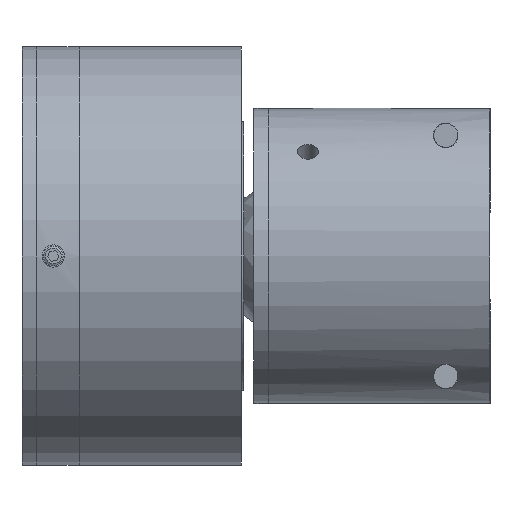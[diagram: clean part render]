
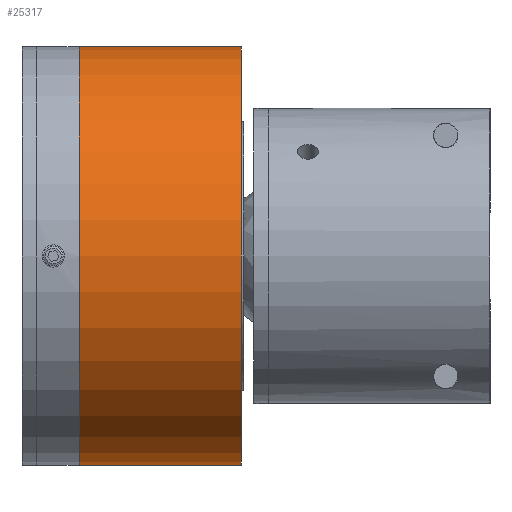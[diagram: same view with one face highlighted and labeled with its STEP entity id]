
A CAD part, front view. The second image highlights one B-rep face of the part: STEP entity #25317.
In plain terms, the highlighted cylindrical face has radius 42.5 mm (diameter 85 mm), a full revolution.
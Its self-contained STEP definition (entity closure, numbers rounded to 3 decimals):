
#76 = FACE_OUTER_BOUND ( 'NONE', #31818, .T. ) ;
#1325 = AXIS2_PLACEMENT_3D ( 'NONE', #32644, #15420, #15242 ) ;
#1951 = EDGE_CURVE ( 'NONE', #14981, #14981, #11734, .T. ) ;
#2047 = DIRECTION ( 'NONE',  ( 0., 0., 1. ) ) ;
#3881 = DIRECTION ( 'NONE',  ( -1., 0., 0. ) ) ;
#4796 = VERTEX_POINT ( 'NONE', #32608 ) ;
#5785 = ORIENTED_EDGE ( 'NONE', *, *, #6378, .T. ) ;
#6024 = AXIS2_PLACEMENT_3D ( 'NONE', #12518, #30236, #2047 ) ;
#6229 = AXIS2_PLACEMENT_3D ( 'NONE', #24768, #25434, #27633 ) ;
#6257 = DIRECTION ( 'NONE',  ( -1., 0., 0. ) ) ;
#6378 = EDGE_CURVE ( 'NONE', #21803, #21803, #25748, .T. ) ;
#6546 = CARTESIAN_POINT ( 'NONE',  ( 8.5, 41.5, 9.165 ) ) ;
#7208 = AXIS2_PLACEMENT_3D ( 'NONE', #26617, #6257, #19064 ) ;
#7299 = CARTESIAN_POINT ( 'NONE',  ( 32.5, 41.5, -9.165 ) ) ;
#7432 = FACE_OUTER_BOUND ( 'NONE', #13211, .T. ) ;
#7848 = EDGE_CURVE ( 'NONE', #25831, #22391, #19553, .T. ) ;
#8210 = ORIENTED_EDGE ( 'NONE', *, *, #28655, .T. ) ;
#8485 = VERTEX_POINT ( 'NONE', #14615 ) ;
#8798 = CARTESIAN_POINT ( 'NONE',  ( 41.5, 0., 42.5 ) ) ;
#9218 = LINE ( 'NONE', #6546, #18421 ) ;
#9847 = EDGE_CURVE ( 'NONE', #22391, #4796, #32885, .T. ) ;
#10104 = FACE_BOUND ( 'NONE', #27428, .T. ) ;
#11440 = ORIENTED_EDGE ( 'NONE', *, *, #1951, .F. ) ;
#11734 = CIRCLE ( 'NONE', #17540, 42.5 ) ;
#11937 = CARTESIAN_POINT ( 'NONE',  ( 8.5, 0., 0. ) ) ;
#12518 = CARTESIAN_POINT ( 'NONE',  ( 41.5, 0., 0. ) ) ;
#13211 = EDGE_LOOP ( 'NONE', ( #11440 ) ) ;
#14052 = ORIENTED_EDGE ( 'NONE', *, *, #7848, .T. ) ;
#14615 = CARTESIAN_POINT ( 'NONE',  ( 12.5, 41.5, 9.165 ) ) ;
#14981 = VERTEX_POINT ( 'NONE', #27859 ) ;
#15242 = DIRECTION ( 'NONE',  ( 0., 0., 1. ) ) ;
#15341 = CARTESIAN_POINT ( 'NONE',  ( 12.5, 41.5, -9.165 ) ) ;
#15420 = DIRECTION ( 'NONE',  ( -1., 0., 0. ) ) ;
#15704 = CIRCLE ( 'NONE', #7208, 42.5 ) ;
#17540 = AXIS2_PLACEMENT_3D ( 'NONE', #11937, #31998, #26643 ) ;
#17618 = ORIENTED_EDGE ( 'NONE', *, *, #31728, .T. ) ;
#18421 = VECTOR ( 'NONE', #3881, 1000. ) ;
#19064 = DIRECTION ( 'NONE',  ( 0., -1., 0. ) ) ;
#19553 = LINE ( 'NONE', #28047, #32605 ) ;
#21803 = VERTEX_POINT ( 'NONE', #8798 ) ;
#22391 = VERTEX_POINT ( 'NONE', #7299 ) ;
#24768 = CARTESIAN_POINT ( 'NONE',  ( 32.5, 0., 0. ) ) ;
#25317 = ADVANCED_FACE ( 'NONE', ( #10104, #7432, #76 ), #32800, .T. ) ;
#25434 = DIRECTION ( 'NONE',  ( 1., 0., 0. ) ) ;
#25748 = CIRCLE ( 'NONE', #6024, 42.5 ) ;
#25831 = VERTEX_POINT ( 'NONE', #15341 ) ;
#26617 = CARTESIAN_POINT ( 'NONE',  ( 12.5, 0., 0. ) ) ;
#26643 = DIRECTION ( 'NONE',  ( 0., 0., 1. ) ) ;
#27428 = EDGE_LOOP ( 'NONE', ( #30512, #8210, #17618, #14052 ) ) ;
#27633 = DIRECTION ( 'NONE',  ( 0., 0., -1. ) ) ;
#27859 = CARTESIAN_POINT ( 'NONE',  ( 8.5, 0., 42.5 ) ) ;
#28047 = CARTESIAN_POINT ( 'NONE',  ( 8.5, 41.5, -9.165 ) ) ;
#28655 = EDGE_CURVE ( 'NONE', #4796, #8485, #9218, .T. ) ;
#29793 = DIRECTION ( 'NONE',  ( 1., 0., 0. ) ) ;
#30236 = DIRECTION ( 'NONE',  ( -1., 0., 0. ) ) ;
#30512 = ORIENTED_EDGE ( 'NONE', *, *, #9847, .T. ) ;
#31728 = EDGE_CURVE ( 'NONE', #8485, #25831, #15704, .T. ) ;
#31818 = EDGE_LOOP ( 'NONE', ( #5785 ) ) ;
#31998 = DIRECTION ( 'NONE',  ( -1., 0., 0. ) ) ;
#32605 = VECTOR ( 'NONE', #29793, 1000. ) ;
#32608 = CARTESIAN_POINT ( 'NONE',  ( 32.5, 41.5, 9.165 ) ) ;
#32644 = CARTESIAN_POINT ( 'NONE',  ( 8.5, 0., 0. ) ) ;
#32800 = CYLINDRICAL_SURFACE ( 'NONE', #1325, 42.5 ) ;
#32885 = CIRCLE ( 'NONE', #6229, 42.5 ) ;
